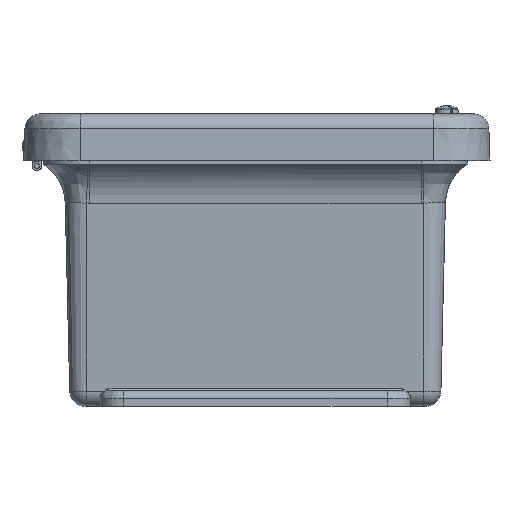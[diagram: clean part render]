
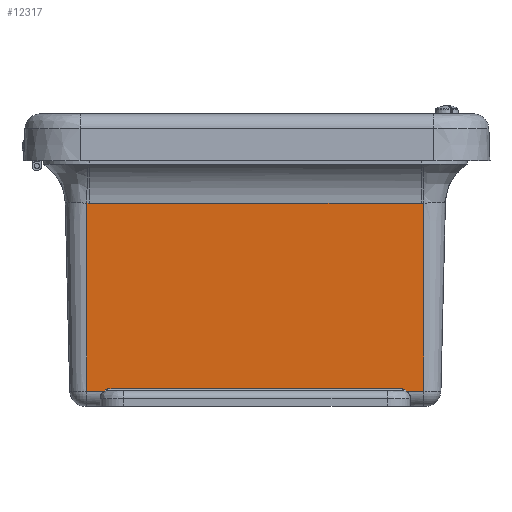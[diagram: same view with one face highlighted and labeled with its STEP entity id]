
A CAD part, front view. The second image highlights one B-rep face of the part: STEP entity #12317.
In plain terms, the highlighted planar face has unit normal (0, -1, -0.024).
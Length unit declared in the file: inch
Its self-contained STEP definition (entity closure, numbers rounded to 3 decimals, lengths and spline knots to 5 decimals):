
#369 = DIRECTION ( 'NONE',  ( 0., 0.024, -1. ) ) ;
#678 = EDGE_CURVE ( 'NONE', #6715, #12773, #11000, .T. ) ;
#783 = CARTESIAN_POINT ( 'NONE',  ( -1.35938, -3.99192, -4.25597 ) ) ;
#975 = CARTESIAN_POINT ( 'NONE',  ( -2.43499, -3.992, -4.25244 ) ) ;
#1170 = CARTESIAN_POINT ( 'NONE',  ( 2.68944, -4.06427, -1.2274 ) ) ;
#1753 = CARTESIAN_POINT ( 'NONE',  ( -2.375, -3.99283, -4.218 ) ) ;
#1917 = LINE ( 'NONE', #24972, #26900 ) ;
#2071 = ORIENTED_EDGE ( 'NONE', *, *, #32039, .T. ) ;
#2686 = CARTESIAN_POINT ( 'NONE',  ( 2.40747, -3.99242, -4.23494 ) ) ;
#2692 = B_SPLINE_CURVE_WITH_KNOTS ( 'NONE', 3,
 ( #29747, #5628, #24337, #29868, #24552, #27156, #16504, #21719, #2686, #19370, #27272, #11065, #5867 ),
 .UNSPECIFIED., .F., .F.,
 ( 4, 1, 1, 1, 1, 1, 2, 2, 4 ),
 ( 0., 0.25, 0.375, 0.4375, 0.46875, 0.48437, 0.49219, 0.5, 1. ),
 .UNSPECIFIED. ) ;
#2909 = CARTESIAN_POINT ( 'NONE',  ( 2.43951, -3.99192, -4.25597 ) ) ;
#3091 = CARTESIAN_POINT ( 'NONE',  ( -2.71875, -4.06427, -1.2274 ) ) ;
#3372 = VERTEX_POINT ( 'NONE', #12826 ) ;
#3981 = VERTEX_POINT ( 'NONE', #25988 ) ;
#5272 = EDGE_LOOP ( 'NONE', ( #24064, #20499, #22024, #8239, #15936, #2071, #19984, #32340, #15417, #25367 ) ) ;
#5466 = VERTEX_POINT ( 'NONE', #13414 ) ;
#5628 = CARTESIAN_POINT ( 'NONE',  ( 2.38221, -3.99274, -4.22161 ) ) ;
#5867 = CARTESIAN_POINT ( 'NONE',  ( 2.43951, -3.99192, -4.25597 ) ) ;
#6012 = CARTESIAN_POINT ( 'NONE',  ( -2.68944, -4.06427, -1.2274 ) ) ;
#6284 = CARTESIAN_POINT ( 'NONE',  ( -2.71875, -3.99192, -4.25597 ) ) ;
#6398 = CARTESIAN_POINT ( 'NONE',  ( -2.41034, -3.99238, -4.23658 ) ) ;
#6715 = VERTEX_POINT ( 'NONE', #34414 ) ;
#7108 = PLANE ( 'NONE',  #13900 ) ;
#7615 = VECTOR ( 'NONE', #24842, 39.37008 ) ;
#8239 = ORIENTED_EDGE ( 'NONE', *, *, #31266, .T. ) ;
#9669 = VERTEX_POINT ( 'NONE', #25290 ) ;
#10012 = CARTESIAN_POINT ( 'NONE',  ( 2.7041, -4.06427, -1.22722 ) ) ;
#11000 = B_SPLINE_CURVE_WITH_KNOTS ( 'NONE', 3,
 ( #30737, #975, #22462, #19886, #22580, #6398, #34102, #12613, #31537, #17952, #15248, #20675, #1753 ),
 .UNSPECIFIED., .F., .F.,
 ( 4, 1, 1, 1, 1, 1, 2, 2, 4 ),
 ( 0., 0.25, 0.375, 0.4375, 0.46875, 0.48437, 0.49219, 0.5, 1. ),
 .UNSPECIFIED. ) ;
#11065 = CARTESIAN_POINT ( 'NONE',  ( 2.43045, -3.99209, -4.24891 ) ) ;
#11126 = DIRECTION ( 'NONE',  ( -1., 0., 0. ) ) ;
#11160 = LINE ( 'NONE', #15962, #31030 ) ;
#11202 = CARTESIAN_POINT ( 'NONE',  ( -2.71875, -4.06428, -1.22687 ) ) ;
#11225 = VERTEX_POINT ( 'NONE', #25630 ) ;
#11716 = DIRECTION ( 'NONE',  ( -1., 0., 0. ) ) ;
#12317 = ADVANCED_FACE ( 'NONE', ( #13939 ), #7108, .T. ) ;
#12613 = CARTESIAN_POINT ( 'NONE',  ( -2.40846, -3.99241, -4.2355 ) ) ;
#12773 = VERTEX_POINT ( 'NONE', #15896 ) ;
#12826 = CARTESIAN_POINT ( 'NONE',  ( -2.67477, -4.06427, -1.2274 ) ) ;
#12839 = VECTOR ( 'NONE', #369, 39.37008 ) ;
#13414 = CARTESIAN_POINT ( 'NONE',  ( 2.71875, -3.99192, -4.25597 ) ) ;
#13788 = VECTOR ( 'NONE', #11126, 39.37008 ) ;
#13900 = AXIS2_PLACEMENT_3D ( 'NONE', #26382, #20585, #31779 ) ;
#13932 = CARTESIAN_POINT ( 'NONE',  ( -2.7041, -4.06427, -1.22722 ) ) ;
#13939 = FACE_OUTER_BOUND ( 'NONE', #5272, .T. ) ;
#14027 = B_SPLINE_CURVE_WITH_KNOTS ( 'NONE', 3,
 ( #22658, #1170, #10012, #17812 ),
 .UNSPECIFIED., .F., .F.,
 ( 4, 4 ),
 ( 0., 1. ),
 .UNSPECIFIED. ) ;
#14821 = LINE ( 'NONE', #16544, #7615 ) ;
#15248 = CARTESIAN_POINT ( 'NONE',  ( -2.40034, -3.99252, -4.23091 ) ) ;
#15417 = ORIENTED_EDGE ( 'NONE', *, *, #20904, .F. ) ;
#15783 = VERTEX_POINT ( 'NONE', #2909 ) ;
#15896 = CARTESIAN_POINT ( 'NONE',  ( -2.375, -3.99283, -4.218 ) ) ;
#15936 = ORIENTED_EDGE ( 'NONE', *, *, #18824, .F. ) ;
#15962 = CARTESIAN_POINT ( 'NONE',  ( -1.35938, -3.99192, -4.25597 ) ) ;
#16504 = CARTESIAN_POINT ( 'NONE',  ( 2.40688, -3.99243, -4.23461 ) ) ;
#16544 = CARTESIAN_POINT ( 'NONE',  ( 2.71875, -4.09351, -0.00299 ) ) ;
#17124 = VERTEX_POINT ( 'NONE', #26101 ) ;
#17671 = EDGE_CURVE ( 'NONE', #11225, #18156, #21326, .T. ) ;
#17812 = CARTESIAN_POINT ( 'NONE',  ( 2.71875, -4.06428, -1.22687 ) ) ;
#17952 = CARTESIAN_POINT ( 'NONE',  ( -2.40782, -3.99242, -4.23514 ) ) ;
#18156 = VERTEX_POINT ( 'NONE', #6284 ) ;
#18824 = EDGE_CURVE ( 'NONE', #3981, #17124, #14027, .T. ) ;
#19370 = CARTESIAN_POINT ( 'NONE',  ( 2.40751, -3.99242, -4.23497 ) ) ;
#19886 = CARTESIAN_POINT ( 'NONE',  ( -2.418, -3.99228, -4.24111 ) ) ;
#19908 = EDGE_CURVE ( 'NONE', #12773, #9669, #1917, .T. ) ;
#19940 = LINE ( 'NONE', #783, #22864 ) ;
#19984 = ORIENTED_EDGE ( 'NONE', *, *, #34605, .F. ) ;
#20499 = ORIENTED_EDGE ( 'NONE', *, *, #22171, .T. ) ;
#20585 = DIRECTION ( 'NONE',  ( 0., -1., -0.024 ) ) ;
#20675 = CARTESIAN_POINT ( 'NONE',  ( -2.38944, -3.99266, -4.22522 ) ) ;
#20904 = EDGE_CURVE ( 'NONE', #6715, #18156, #11160, .T. ) ;
#21326 = LINE ( 'NONE', #22314, #12839 ) ;
#21719 = CARTESIAN_POINT ( 'NONE',  ( 2.40724, -3.99243, -4.23481 ) ) ;
#22024 = ORIENTED_EDGE ( 'NONE', *, *, #33664, .F. ) ;
#22171 = EDGE_CURVE ( 'NONE', #9669, #15783, #2692, .T. ) ;
#22314 = CARTESIAN_POINT ( 'NONE',  ( -2.71875, -4.09351, -0.00299 ) ) ;
#22356 = DIRECTION ( 'NONE',  ( 1., 0., 0. ) ) ;
#22462 = CARTESIAN_POINT ( 'NONE',  ( -2.42762, -3.99213, -4.24718 ) ) ;
#22580 = CARTESIAN_POINT ( 'NONE',  ( -2.41294, -3.99235, -4.23809 ) ) ;
#22658 = CARTESIAN_POINT ( 'NONE',  ( 2.67477, -4.06427, -1.2274 ) ) ;
#22864 = VECTOR ( 'NONE', #11716, 39.37008 ) ;
#24064 = ORIENTED_EDGE ( 'NONE', *, *, #19908, .T. ) ;
#24337 = CARTESIAN_POINT ( 'NONE',  ( 2.39171, -3.99263, -4.22645 ) ) ;
#24552 = CARTESIAN_POINT ( 'NONE',  ( 2.40428, -3.99247, -4.23317 ) ) ;
#24842 = DIRECTION ( 'NONE',  ( 0., -0.024, 1. ) ) ;
#24972 = CARTESIAN_POINT ( 'NONE',  ( -2.71875, -3.99283, -4.218 ) ) ;
#25290 = CARTESIAN_POINT ( 'NONE',  ( 2.375, -3.99283, -4.218 ) ) ;
#25367 = ORIENTED_EDGE ( 'NONE', *, *, #678, .T. ) ;
#25384 = B_SPLINE_CURVE_WITH_KNOTS ( 'NONE', 3,
 ( #11202, #13932, #6012, #32804 ),
 .UNSPECIFIED., .F., .F.,
 ( 4, 4 ),
 ( 0., 1. ),
 .UNSPECIFIED. ) ;
#25630 = CARTESIAN_POINT ( 'NONE',  ( -2.71875, -4.06428, -1.22687 ) ) ;
#25988 = CARTESIAN_POINT ( 'NONE',  ( 2.67477, -4.06427, -1.2274 ) ) ;
#26101 = CARTESIAN_POINT ( 'NONE',  ( 2.71875, -4.06428, -1.22687 ) ) ;
#26382 = CARTESIAN_POINT ( 'NONE',  ( -2.71875, -4.09351, -0.00299 ) ) ;
#26900 = VECTOR ( 'NONE', #22356, 39.37008 ) ;
#27156 = CARTESIAN_POINT ( 'NONE',  ( 2.40604, -3.99244, -4.23414 ) ) ;
#27272 = CARTESIAN_POINT ( 'NONE',  ( 2.41985, -3.99226, -4.24194 ) ) ;
#29747 = CARTESIAN_POINT ( 'NONE',  ( 2.375, -3.99283, -4.218 ) ) ;
#29868 = CARTESIAN_POINT ( 'NONE',  ( 2.40047, -3.99251, -4.23109 ) ) ;
#30737 = CARTESIAN_POINT ( 'NONE',  ( -2.43951, -3.99192, -4.25597 ) ) ;
#31030 = VECTOR ( 'NONE', #34796, 39.37008 ) ;
#31266 = EDGE_CURVE ( 'NONE', #5466, #17124, #14821, .T. ) ;
#31537 = CARTESIAN_POINT ( 'NONE',  ( -2.40808, -3.99241, -4.23529 ) ) ;
#31779 = DIRECTION ( 'NONE',  ( 0., -0.024, 1. ) ) ;
#32039 = EDGE_CURVE ( 'NONE', #3981, #3372, #32781, .T. ) ;
#32340 = ORIENTED_EDGE ( 'NONE', *, *, #17671, .T. ) ;
#32781 = LINE ( 'NONE', #3091, #13788 ) ;
#32804 = CARTESIAN_POINT ( 'NONE',  ( -2.67477, -4.06427, -1.2274 ) ) ;
#33664 = EDGE_CURVE ( 'NONE', #5466, #15783, #19940, .T. ) ;
#34102 = CARTESIAN_POINT ( 'NONE',  ( -2.40903, -3.9924, -4.23583 ) ) ;
#34414 = CARTESIAN_POINT ( 'NONE',  ( -2.43951, -3.99192, -4.25597 ) ) ;
#34605 = EDGE_CURVE ( 'NONE', #11225, #3372, #25384, .T. ) ;
#34796 = DIRECTION ( 'NONE',  ( -1., 0., 0. ) ) ;
